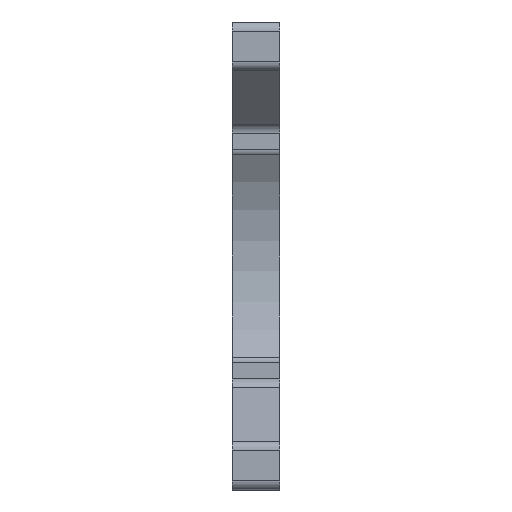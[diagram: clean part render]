
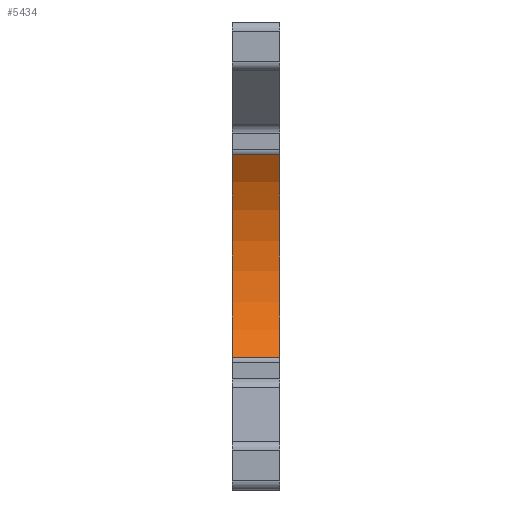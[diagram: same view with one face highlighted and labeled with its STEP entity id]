
A CAD part, left-side view. The second image highlights one B-rep face of the part: STEP entity #5434.
In plain terms, the highlighted cylindrical face has radius 58.482 mm (diameter 116.965 mm), a partial arc.
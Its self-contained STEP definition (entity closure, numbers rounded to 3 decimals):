
#186=CARTESIAN_POINT('',(-320.502,15.,32.26));
#187=VERTEX_POINT('',#186);
#451=CARTESIAN_POINT('',(-320.502,15.,-32.26));
#452=VERTEX_POINT('',#451);
#460=CARTESIAN_POINT('',(-369.282,15.,0.));
#461=DIRECTION('',(0.,-1.,0.));
#462=DIRECTION('',(1.,0.,0.));
#463=AXIS2_PLACEMENT_3D('',#460,#461,#462);
#464=CIRCLE('',#463,58.482);
#465=EDGE_CURVE('',#452,#187,#464,.T.);
#3081=CARTESIAN_POINT('',(-320.502,0.,32.26));
#3082=VERTEX_POINT('',#3081);
#3083=CARTESIAN_POINT('',(-320.502,6633.679,32.26));
#3084=DIRECTION('',(0.,-1.,0.));
#3085=VECTOR('',#3084,150.);
#3086=LINE('',#3083,#3085);
#3087=EDGE_CURVE('',#187,#3082,#3086,.T.);
#4025=CARTESIAN_POINT('',(-320.502,0.,-32.26));
#4026=VERTEX_POINT('',#4025);
#4027=CARTESIAN_POINT('',(-369.282,0.,0.));
#4028=DIRECTION('',(-0.,1.,0.));
#4029=DIRECTION('',(1.,0.,0.));
#4030=AXIS2_PLACEMENT_3D('',#4027,#4028,#4029);
#4031=CIRCLE('',#4030,58.482);
#4032=EDGE_CURVE('',#3082,#4026,#4031,.T.);
#4384=CARTESIAN_POINT('',(-320.502,6483.679,-32.26));
#4385=DIRECTION('',(0.,1.,0.));
#4386=VECTOR('',#4385,150.);
#4387=LINE('',#4384,#4386);
#4388=EDGE_CURVE('',#4026,#452,#4387,.T.);
#5423=CARTESIAN_POINT('',(-369.282,-720.409,0.));
#5424=DIRECTION('',(-0.,1.,0.));
#5425=DIRECTION('',(1.,0.,0.));
#5426=AXIS2_PLACEMENT_3D('',#5423,#5424,#5425);
#5427=CYLINDRICAL_SURFACE('',#5426,58.482);
#5428=ORIENTED_EDGE('',*,*,#3087,.F.);
#5429=ORIENTED_EDGE('',*,*,#465,.F.);
#5430=ORIENTED_EDGE('',*,*,#4388,.F.);
#5431=ORIENTED_EDGE('',*,*,#4032,.F.);
#5432=EDGE_LOOP('',(#5428,#5429,#5430,#5431));
#5433=FACE_BOUND('',#5432,.T.);
#5434=ADVANCED_FACE('',(#5433),#5427,.F.);
